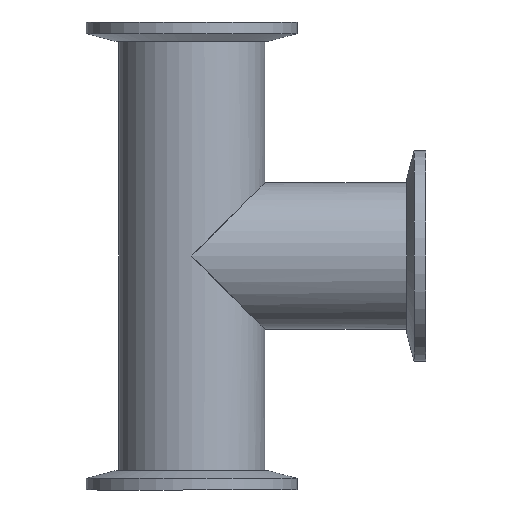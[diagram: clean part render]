
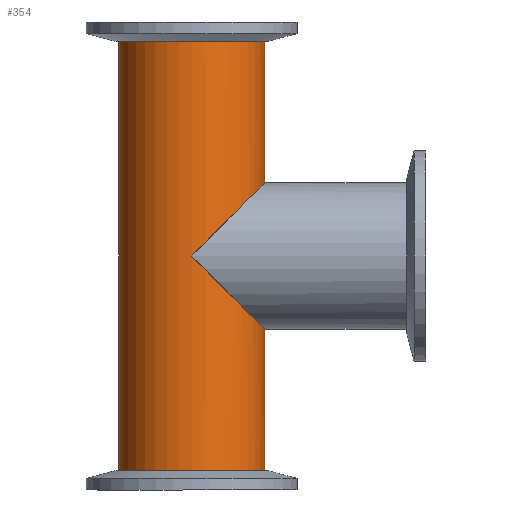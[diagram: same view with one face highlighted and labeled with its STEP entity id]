
A CAD part, left-side view. The second image highlights one B-rep face of the part: STEP entity #354.
In plain terms, the highlighted cylindrical face has radius 19.05 mm (diameter 38.1 mm), a full revolution.
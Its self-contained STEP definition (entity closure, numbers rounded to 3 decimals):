
#51=CIRCLE('',#451,19.05);
#52=CIRCLE('',#452,19.05);
#75=CYLINDRICAL_SURFACE('',#450,19.05);
#85=FACE_OUTER_BOUND('',#105,.T.);
#105=EDGE_LOOP('',(#255,#256,#257,#258,#259,#260,#261,#262));
#132=LINE('',#657,#147);
#133=LINE('',#659,#148);
#147=VECTOR('',#525,19.05);
#148=VECTOR('',#526,19.05);
#160=ELLIPSE('',#445,26.941,19.05);
#162=ELLIPSE('',#448,26.941,19.05);
#168=VERTEX_POINT('',#643);
#169=VERTEX_POINT('',#644);
#172=VERTEX_POINT('',#655);
#173=VERTEX_POINT('',#658);
#200=EDGE_CURVE('',#168,#169,#160,.T.);
#204=EDGE_CURVE('',#169,#168,#162,.T.);
#206=EDGE_CURVE('',#172,#172,#51,.T.);
#207=EDGE_CURVE('',#172,#169,#132,.T.);
#208=EDGE_CURVE('',#169,#173,#133,.T.);
#209=EDGE_CURVE('',#173,#173,#52,.T.);
#255=ORIENTED_EDGE('',*,*,#206,.F.);
#256=ORIENTED_EDGE('',*,*,#207,.T.);
#257=ORIENTED_EDGE('',*,*,#208,.T.);
#258=ORIENTED_EDGE('',*,*,#209,.F.);
#259=ORIENTED_EDGE('',*,*,#208,.F.);
#260=ORIENTED_EDGE('',*,*,#204,.T.);
#261=ORIENTED_EDGE('',*,*,#200,.T.);
#262=ORIENTED_EDGE('',*,*,#207,.F.);
#354=ADVANCED_FACE('',(#85),#75,.T.);
#445=AXIS2_PLACEMENT_3D('',#645,#509,#510);
#448=AXIS2_PLACEMENT_3D('',#652,#517,#518);
#450=AXIS2_PLACEMENT_3D('',#654,#521,#522);
#451=AXIS2_PLACEMENT_3D('',#656,#523,#524);
#452=AXIS2_PLACEMENT_3D('',#660,#527,#528);
#509=DIRECTION('center_axis',(0.,0.707,0.707));
#510=DIRECTION('ref_axis',(0.,-0.707,0.707));
#517=DIRECTION('center_axis',(0.,0.707,-0.707));
#518=DIRECTION('ref_axis',(0.,-0.707,-0.707));
#521=DIRECTION('center_axis',(0.,0.,1.));
#522=DIRECTION('ref_axis',(-1.,0.,0.));
#523=DIRECTION('center_axis',(0.,0.,1.));
#524=DIRECTION('ref_axis',(-1.,0.,0.));
#525=DIRECTION('',(0.,0.,-1.));
#526=DIRECTION('',(0.,0.,-1.));
#527=DIRECTION('center_axis',(0.,0.,-1.));
#528=DIRECTION('ref_axis',(-1.,0.,0.));
#643=CARTESIAN_POINT('',(-19.05,0.,57.2));
#644=CARTESIAN_POINT('',(19.05,0.,57.2));
#645=CARTESIAN_POINT('Origin',(0.,0.,57.2));
#652=CARTESIAN_POINT('Origin',(0.,0.,57.2));
#654=CARTESIAN_POINT('Origin',(0.,0.,0.));
#655=CARTESIAN_POINT('',(19.05,0.,114.4));
#656=CARTESIAN_POINT('Origin',(0.,0.,114.4));
#657=CARTESIAN_POINT('',(19.05,0.,0.));
#658=CARTESIAN_POINT('',(19.05,0.,0.));
#659=CARTESIAN_POINT('',(19.05,0.,0.));
#660=CARTESIAN_POINT('Origin',(0.,0.,0.));
